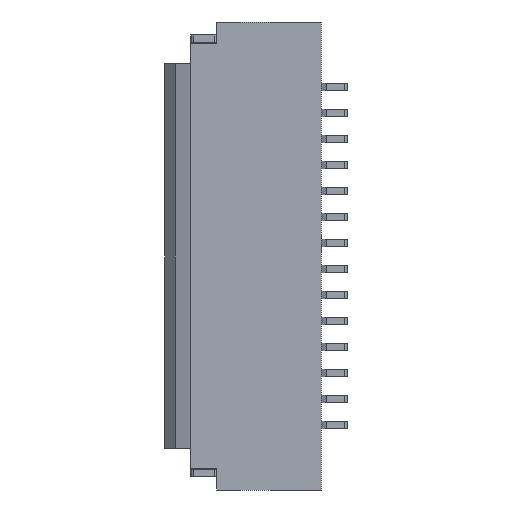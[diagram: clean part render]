
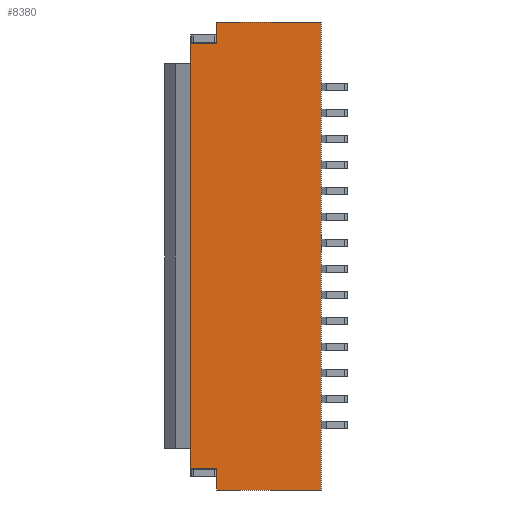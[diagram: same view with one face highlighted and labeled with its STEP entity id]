
A CAD part, front view. The second image highlights one B-rep face of the part: STEP entity #8380.
In plain terms, the highlighted planar face has unit normal (0, -1, 0).
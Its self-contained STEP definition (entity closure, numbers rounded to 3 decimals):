
#5110=CARTESIAN_POINT('',(8.,0.,-1.838));
#5120=DIRECTION('',(1.,0.,0.));
#5130=VECTOR('',#5120,1.);
#5140=LINE('',#5110,#5130);
#5150=CARTESIAN_POINT('',(8.,0.,-1.838));
#5160=VERTEX_POINT('',#5150);
#5170=CARTESIAN_POINT('',(10.,0.,-1.838));
#5180=VERTEX_POINT('',#5170);
#5190=EDGE_CURVE('',#5160,#5180,#5140,.T.);
#7760=CARTESIAN_POINT('',(7.5,0.,3.5));
#7770=DIRECTION('',(0.,-1.,0.));
#7780=DIRECTION('',(1.,0.,0.));
#7790=AXIS2_PLACEMENT_3D('',#7760,#7770,#7780);
#7800=PLANE('',#7790);
#7810=CARTESIAN_POINT('',(10.,0.,-2.25));
#7820=DIRECTION('',(1.,0.,0.));
#7830=VECTOR('',#7820,1.);
#7840=LINE('',#7810,#7830);
#7850=CARTESIAN_POINT('',(7.5,0.,-2.25));
#7860=VERTEX_POINT('',#7850);
#7870=CARTESIAN_POINT('',(8.,0.,-2.25));
#7880=VERTEX_POINT('',#7870);
#7890=EDGE_CURVE('',#7860,#7880,#7840,.T.);
#7900=ORIENTED_EDGE('',*,*,#7890,.F.);
#7910=CARTESIAN_POINT('',(8.,0.,-2.075));
#7920=DIRECTION('',(0.,0.,-1.));
#7930=VECTOR('',#7920,1.);
#7940=LINE('',#7910,#7930);
#7950=EDGE_CURVE('',#5160,#7880,#7940,.T.);
#7960=ORIENTED_EDGE('',*,*,#7950,.T.);
#7970=ORIENTED_EDGE('',*,*,#5190,.F.);
#7980=CARTESIAN_POINT('',(10.,0.,-20.175));
#7990=DIRECTION('',(0.,0.,1.));
#8000=VECTOR('',#7990,1.);
#8010=LINE('',#7980,#8000);
#8020=CARTESIAN_POINT('',(10.,0.,-10.838));
#8030=VERTEX_POINT('',#8020);
#8040=EDGE_CURVE('',#8030,#5180,#8010,.T.);
#8050=ORIENTED_EDGE('',*,*,#8040,.T.);
#8060=CARTESIAN_POINT('',(8.,0.,-10.838));
#8070=DIRECTION('',(1.,0.,0.));
#8080=VECTOR('',#8070,1.);
#8090=LINE('',#8060,#8080);
#8100=CARTESIAN_POINT('',(8.,0.,-10.838));
#8110=VERTEX_POINT('',#8100);
#8120=EDGE_CURVE('',#8110,#8030,#8090,.T.);
#8130=ORIENTED_EDGE('',*,*,#8120,.T.);
#8140=CARTESIAN_POINT('',(8.,0.,-10.6));
#8150=DIRECTION('',(0.,0.,1.));
#8160=VECTOR('',#8150,1.);
#8170=LINE('',#8140,#8160);
#8180=CARTESIAN_POINT('',(8.,0.,-10.425));
#8190=VERTEX_POINT('',#8180);
#8200=EDGE_CURVE('',#8110,#8190,#8170,.T.);
#8210=ORIENTED_EDGE('',*,*,#8200,.F.);
#8220=CARTESIAN_POINT('',(10.,0.,-10.425));
#8230=DIRECTION('',(1.,0.,0.));
#8240=VECTOR('',#8230,1.);
#8250=LINE('',#8220,#8240);
#8260=CARTESIAN_POINT('',(7.5,0.,-10.425));
#8270=VERTEX_POINT('',#8260);
#8280=EDGE_CURVE('',#8270,#8190,#8250,.T.);
#8290=ORIENTED_EDGE('',*,*,#8280,.T.);
#8300=CARTESIAN_POINT('',(7.5,0.,-3.338));
#8310=DIRECTION('',(0.,0.,1.));
#8320=VECTOR('',#8310,1.);
#8330=LINE('',#8300,#8320);
#8340=EDGE_CURVE('',#8270,#7860,#8330,.T.);
#8350=ORIENTED_EDGE('',*,*,#8340,.F.);
#8360=EDGE_LOOP('',(#8350,#8290,#8210,#8130,#8050,#7970,#7960,#7900));
#8370=FACE_OUTER_BOUND('',#8360,.T.);
#8380=ADVANCED_FACE('',(#8370),#7800,.T.);
